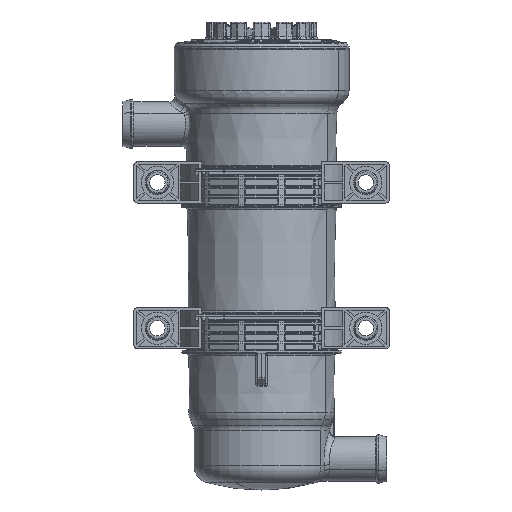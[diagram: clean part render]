
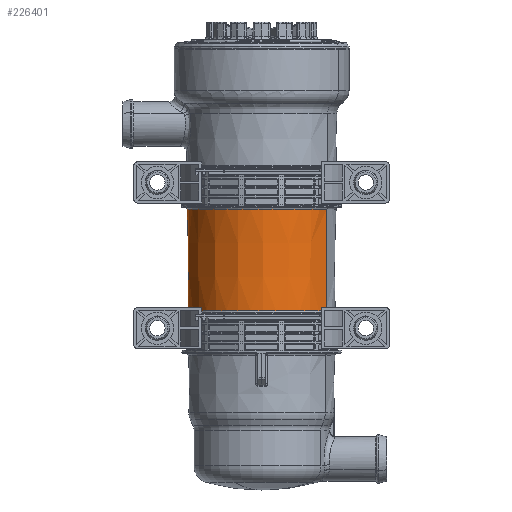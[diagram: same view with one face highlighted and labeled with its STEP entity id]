
A CAD part, left-side view. The second image highlights one B-rep face of the part: STEP entity #226401.
In plain terms, the highlighted conical face has half-angle 0.5 degrees and reference radius 42.395 mm.
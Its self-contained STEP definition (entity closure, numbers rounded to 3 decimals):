
#1681=AXIS2_PLACEMENT_3D('Cone Axis2P3D',#1678,#1679,#1680) ;
#217053=AXIS2_PLACEMENT_3D('Circle Axis2P3D',#217051,#217052,$) ;
#226392=AXIS2_PLACEMENT_3D('Circle Axis2P3D',#226390,#226391,$) ;
#1678=CARTESIAN_POINT('Axis2P3D Location',(0.,0.,-212.413)) ;
#217048=CARTESIAN_POINT('Vertex',(20.822,38.114,-93.679)) ;
#217051=CARTESIAN_POINT('Axis2P3D Location',(0.,0.,-93.679)) ;
#217055=CARTESIAN_POINT('Vertex',(-20.822,-38.114,-93.679)) ;
#226376=CARTESIAN_POINT('Line Origine',(-2102.024,-3847.73,497339.587)) ;
#226380=CARTESIAN_POINT('Vertex',(-20.574,-37.661,-152.857)) ;
#226383=CARTESIAN_POINT('Line Origine',(2102.024,3847.73,497339.587)) ;
#226387=CARTESIAN_POINT('Vertex',(20.574,37.661,-152.857)) ;
#226390=CARTESIAN_POINT('Axis2P3D Location',(0.,0.,-152.857)) ;
#1679=DIRECTION('Axis2P3D Direction',(-0.,-0.,1.)) ;
#1680=DIRECTION('Axis2P3D XDirection',(0.479,0.878,0.)) ;
#217052=DIRECTION('Axis2P3D Direction',(0.,-0.,1.)) ;
#226377=DIRECTION('Vector Direction',(-0.004,-0.008,1.)) ;
#226384=DIRECTION('Vector Direction',(0.004,0.008,1.)) ;
#226391=DIRECTION('Axis2P3D Direction',(0.,-0.,1.)) ;
#226378=VECTOR('Line Direction',#226377,1.) ;
#226385=VECTOR('Line Direction',#226384,1.) ;
#226396=ORIENTED_EDGE('',*,*,#226382,.T.) ;
#226397=ORIENTED_EDGE('',*,*,#217057,.T.) ;
#226398=ORIENTED_EDGE('',*,*,#226389,.F.) ;
#226399=ORIENTED_EDGE('',*,*,#226394,.T.) ;
#226401=ADVANCED_FACE('Brep With Voids',(#226400),#1682,.T.) ;
#217054=CIRCLE('generated circle',#217053,43.431) ;
#226393=CIRCLE('generated circle',#226392,42.914) ;
#1682=CONICAL_SURFACE('Cone',#1681,42.394,0.009) ;
#217057=EDGE_CURVE('',#217056,#217049,#217054,.F.) ;
#226382=EDGE_CURVE('',#226381,#217056,#226379,.T.) ;
#226389=EDGE_CURVE('',#226388,#217049,#226386,.T.) ;
#226394=EDGE_CURVE('',#226388,#226381,#226393,.T.) ;
#226395=EDGE_LOOP('',(#226396,#226397,#226398,#226399)) ;
#226400=FACE_OUTER_BOUND('',#226395,.T.) ;
#226379=LINE('Line',#226376,#226378) ;
#226386=LINE('Line',#226383,#226385) ;
#217049=VERTEX_POINT('',#217048) ;
#217056=VERTEX_POINT('',#217055) ;
#226381=VERTEX_POINT('',#226380) ;
#226388=VERTEX_POINT('',#226387) ;
